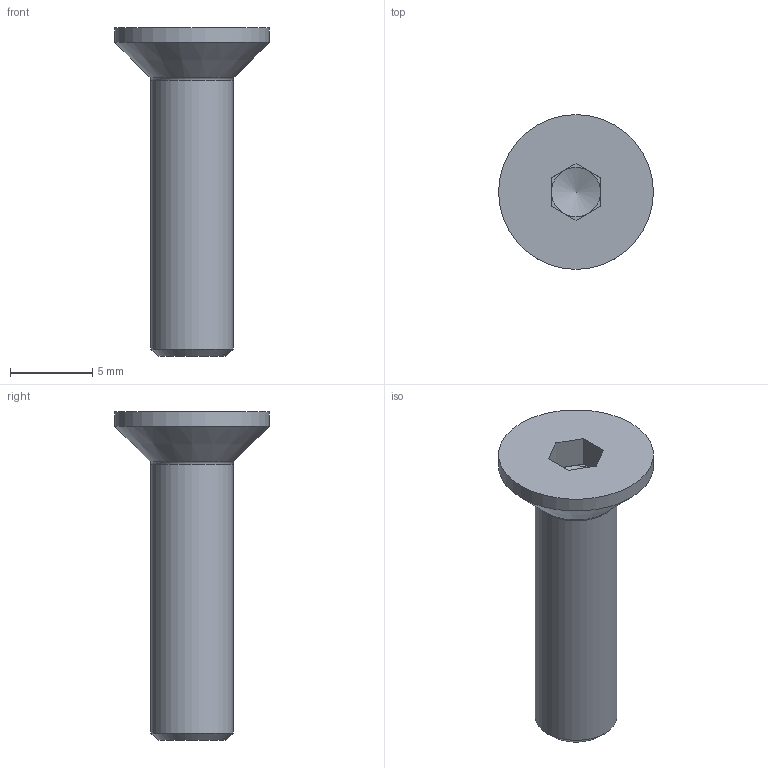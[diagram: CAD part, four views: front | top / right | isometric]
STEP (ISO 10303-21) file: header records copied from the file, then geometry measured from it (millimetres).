
FILE_DESCRIPTION(/* description */ ('STEP AP242','CAx-IF Rec.Pracs.---Representation and Presentation of Product Manufacturing Information (PMI)---4.0---2014-10-13','CAx-IF Rec.Pracs.---3D Tessellated Geometry---0.4---2014-09-14','2;1'),/* implementation_level */ '2;1');
FILE_NAME(/* name */ 'Full Assembly - Hex socket countersunk head screw M5x0.8 x 20 (1)',/* time_stamp */ '2025-06-24T23:24:46Z',/* author */ (''),/* organization */ (''),/* preprocessor_version */ 'ST-DEVELOPER v20',/* originating_system */ 'ONSHAPE BY PTC INC, 1.199',/* authorisation */ ' ');
FILE_SCHEMA (('AP242_MANAGED_MODEL_BASED_3D_ENGINEERING_MIM_LF { 1 0 10303 442 1 1 4 }'));
Length unit declared in the file: metre
Products named in the file (1): Hex socket countersunk head screw M5x0.8 x 20
Bounding box: 9.43 x 9.43 x 20 mm (x, y, z)
Volume: 469.6 mm3; surface area: 468 mm2
Topology: 1 solids, 1 shells, 20 faces, 44 edges, 26 vertices
Faces by surface type: plane 14, cone 3, cylinder 2, torus 1
Full cylindrical faces by diameter (mm): 5 x1, 9.43 x1
Entity records: 518 total; most frequent: DIRECTION 90, CARTESIAN_POINT 82, ORIENTED_EDGE 72, EDGE_CURVE 36, AXIS2_PLACEMENT_3D 33, FACE_BOUND 27, EDGE_LOOP 26, VERTEX_POINT 25
